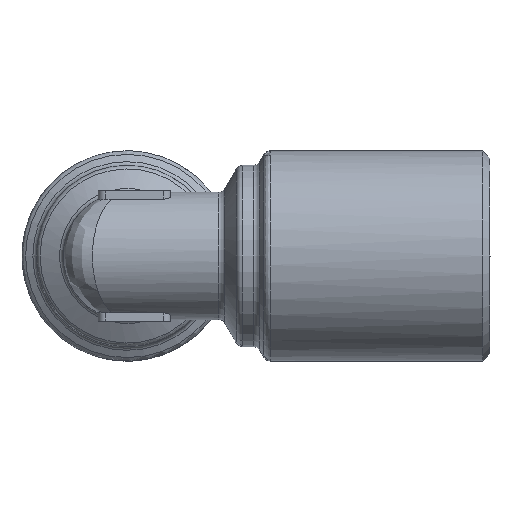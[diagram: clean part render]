
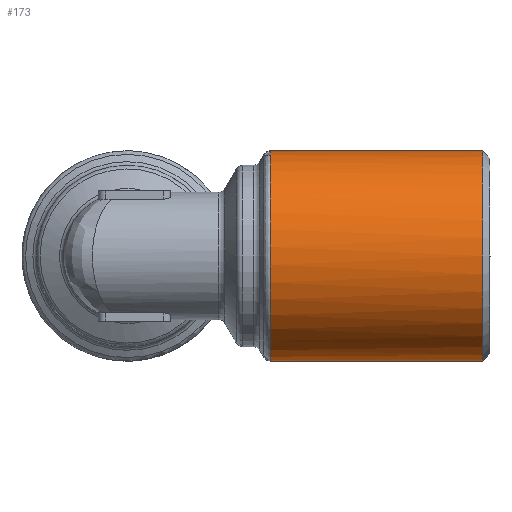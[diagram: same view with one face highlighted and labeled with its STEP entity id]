
A CAD part, left-side view. The second image highlights one B-rep face of the part: STEP entity #173.
In plain terms, the highlighted cylindrical face has radius 7.25 mm (diameter 14.5 mm), a full revolution.
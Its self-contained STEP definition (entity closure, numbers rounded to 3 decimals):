
#173 = ADVANCED_FACE( 'NONE', ( #685, #686 ), #687, .T. );
#685 = FACE_OUTER_BOUND( '', #2732, .T. );
#686 = FACE_OUTER_BOUND( '', #2733, .T. );
#687 = CYLINDRICAL_SURFACE( '', #2734, 7.25 );
#2732 = EDGE_LOOP( '', ( #7825, #7826, #7827 ) );
#2733 = EDGE_LOOP( '', ( #7828 ) );
#2734 = AXIS2_PLACEMENT_3D( '', #7829, #7830, #7831 );
#7825 = ORIENTED_EDGE( '', *, *, #10276, .T. );
#7826 = ORIENTED_EDGE( '', *, *, #10243, .T. );
#7827 = ORIENTED_EDGE( '', *, *, #10028, .T. );
#7828 = ORIENTED_EDGE( '', *, *, #10277, .F. );
#7829 = CARTESIAN_POINT( '', ( 0., 0., 0. ) );
#7830 = DIRECTION( '', ( 0., -1., 0. ) );
#7831 = DIRECTION( '', ( 0., 0., 1. ) );
#10028 = EDGE_CURVE( 'NONE', #11136, #11140, #11142, .T. );
#10243 = EDGE_CURVE( 'NONE', #11541, #11136, #11547, .T. );
#10276 = EDGE_CURVE( 'NONE', #11140, #11541, #11603, .T. );
#10277 = EDGE_CURVE( 'NONE', #11604, #11604, #11605, .T. );
#11136 = VERTEX_POINT( 'NONE', #13365 );
#11140 = VERTEX_POINT( 'NONE', #13370 );
#11142 = CIRCLE( '', #13372, 7.25 );
#11541 = VERTEX_POINT( 'NONE', #14691 );
#11547 = CIRCLE( '', #14698, 7.25 );
#11603 = CIRCLE( '', #14839, 7.25 );
#11604 = VERTEX_POINT( '', #14840 );
#11605 = CIRCLE( '', #14841, 7.25 );
#13365 = CARTESIAN_POINT( '', ( 7.25, -9.855, 0. ) );
#13370 = CARTESIAN_POINT( '', ( 7.155, -9.855, 1.168 ) );
#13372 = AXIS2_PLACEMENT_3D( '', #19619, #19620, #19621 );
#14691 = CARTESIAN_POINT( '', ( 7.155, -9.855, -1.168 ) );
#14698 = AXIS2_PLACEMENT_3D( '', #19810, #19811, #19812 );
#14839 = AXIS2_PLACEMENT_3D( '', #19857, #19858, #19859 );
#14840 = CARTESIAN_POINT( '', ( -7.25, -24.5, 0. ) );
#14841 = AXIS2_PLACEMENT_3D( '', #19860, #19861, #19862 );
#19619 = CARTESIAN_POINT( '', ( 0., -9.855, 0. ) );
#19620 = DIRECTION( '', ( 0., -1., 0. ) );
#19621 = DIRECTION( '', ( 0., 0., -1. ) );
#19810 = CARTESIAN_POINT( '', ( 0., -9.855, 0. ) );
#19811 = DIRECTION( '', ( 0., -1., 0. ) );
#19812 = DIRECTION( '', ( 0., 0., -1. ) );
#19857 = CARTESIAN_POINT( '', ( 0., -9.855, 0. ) );
#19858 = DIRECTION( '', ( 0., -1., 0. ) );
#19859 = DIRECTION( '', ( 0., 0., -1. ) );
#19860 = CARTESIAN_POINT( '', ( 0., -24.5, 0. ) );
#19861 = DIRECTION( '', ( 0., -1., 0. ) );
#19862 = DIRECTION( '', ( -1., 0., 0. ) );
